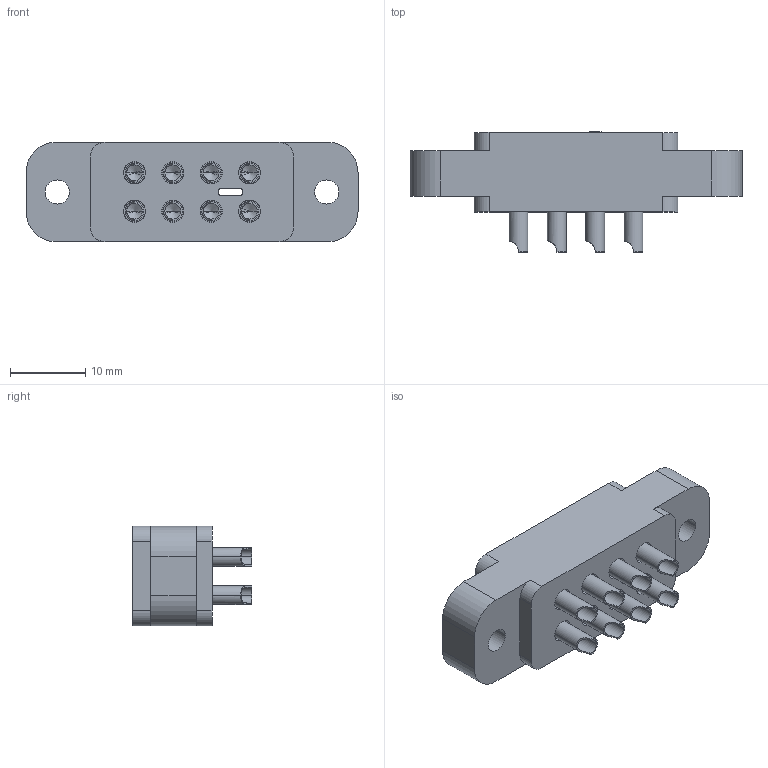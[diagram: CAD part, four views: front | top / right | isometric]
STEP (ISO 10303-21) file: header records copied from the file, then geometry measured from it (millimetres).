
FILE_DESCRIPTION((''),'2;1');
FILE_NAME('00150031802','2020-07-08T',('presta_be4'),(''),'CREO PARAMETRIC BY PTC INC, 2018360','CREO PARAMETRIC BY PTC INC, 2018360','');
FILE_SCHEMA(('CONFIG_CONTROL_DESIGN'));
Length unit declared in the file: millimetre
Products named in the file (1): 00150031802
Bounding box: 44 x 15.9 x 13.2 mm (x, y, z)
Volume: 4664.4 mm3; surface area: 4572 mm2
Topology: 9 solids, 9 shells, 813 faces, 2063 edges, 1288 vertices
Faces by surface type: plane 431, cylinder 174, cone 166, torus 42
Entity records: 25493 total; most frequent: CARTESIAN_POINT 6108, ORIENTED_EDGE 4062, DIRECTION 3979, EDGE_CURVE 2031, AXIS2_PLACEMENT_3D 1447, VERTEX_POINT 1288, VECTOR 1085, LINE 1085
